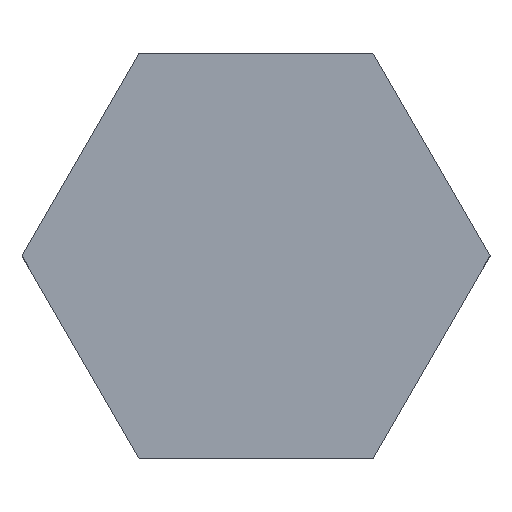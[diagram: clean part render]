
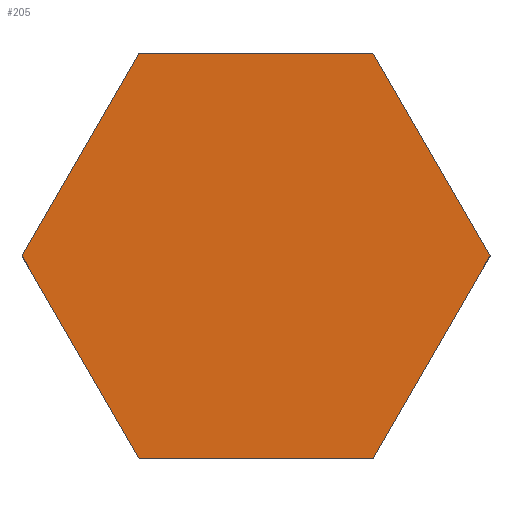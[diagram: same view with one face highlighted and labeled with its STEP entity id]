
A CAD part, top view. The second image highlights one B-rep face of the part: STEP entity #205.
In plain terms, the highlighted planar face has unit normal (0, 0, 1).
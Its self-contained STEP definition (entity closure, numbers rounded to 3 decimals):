
#12 = PLANE ( 'NONE',  #92 ) ;
#13 = CARTESIAN_POINT ( 'NONE',  ( 25.18, 43.613, 10. ) ) ;
#19 = VERTEX_POINT ( 'NONE', #156 ) ;
#23 = VECTOR ( 'NONE', #74, 1000. ) ;
#29 = CARTESIAN_POINT ( 'NONE',  ( -50.36, 0., 10. ) ) ;
#30 = VECTOR ( 'NONE', #185, 1000. ) ;
#32 = LINE ( 'NONE', #29, #204 ) ;
#34 = DIRECTION ( 'NONE',  ( 0., 0., 1. ) ) ;
#46 = ORIENTED_EDGE ( 'NONE', *, *, #234, .T. ) ;
#47 = VECTOR ( 'NONE', #96, 1000. ) ;
#49 = DIRECTION ( 'NONE',  ( 1., 0., 0. ) ) ;
#51 = CARTESIAN_POINT ( 'NONE',  ( -25.18, -43.613, 10. ) ) ;
#52 = CARTESIAN_POINT ( 'NONE',  ( 50.36, 0., 10. ) ) ;
#57 = CARTESIAN_POINT ( 'NONE',  ( 50.36, 0., 10. ) ) ;
#60 = VECTOR ( 'NONE', #99, 1000. ) ;
#61 = EDGE_CURVE ( 'NONE', #76, #197, #32, .T. ) ;
#74 = DIRECTION ( 'NONE',  ( -0.5, -0.866, 0. ) ) ;
#76 = VERTEX_POINT ( 'NONE', #241 ) ;
#82 = LINE ( 'NONE', #262, #23 ) ;
#86 = EDGE_CURVE ( 'NONE', #197, #146, #122, .T. ) ;
#88 = CARTESIAN_POINT ( 'NONE',  ( -25.18, -43.613, 10. ) ) ;
#90 = EDGE_LOOP ( 'NONE', ( #117, #209, #216, #46, #128, #239 ) ) ;
#91 = LINE ( 'NONE', #251, #30 ) ;
#92 = AXIS2_PLACEMENT_3D ( 'NONE', #158, #34, #210 ) ;
#96 = DIRECTION ( 'NONE',  ( -0.5, 0.866, 0. ) ) ;
#99 = DIRECTION ( 'NONE',  ( -1., 0., 0. ) ) ;
#108 = EDGE_CURVE ( 'NONE', #19, #76, #82, .T. ) ;
#111 = VERTEX_POINT ( 'NONE', #13 ) ;
#117 = ORIENTED_EDGE ( 'NONE', *, *, #108, .T. ) ;
#122 = LINE ( 'NONE', #88, #198 ) ;
#128 = ORIENTED_EDGE ( 'NONE', *, *, #172, .T. ) ;
#133 = DIRECTION ( 'NONE',  ( 0.5, -0.866, 0. ) ) ;
#144 = CARTESIAN_POINT ( 'NONE',  ( 25.18, -43.613, 10. ) ) ;
#146 = VERTEX_POINT ( 'NONE', #144 ) ;
#151 = FACE_OUTER_BOUND ( 'NONE', #90, .T. ) ;
#156 = CARTESIAN_POINT ( 'NONE',  ( -25.18, 43.613, 10. ) ) ;
#158 = CARTESIAN_POINT ( 'NONE',  ( 0., 0., 10. ) ) ;
#165 = CARTESIAN_POINT ( 'NONE',  ( 25.18, 43.613, 10. ) ) ;
#172 = EDGE_CURVE ( 'NONE', #176, #111, #240, .T. ) ;
#176 = VERTEX_POINT ( 'NONE', #57 ) ;
#185 = DIRECTION ( 'NONE',  ( 0.5, 0.866, 0. ) ) ;
#197 = VERTEX_POINT ( 'NONE', #51 ) ;
#198 = VECTOR ( 'NONE', #49, 1000. ) ;
#204 = VECTOR ( 'NONE', #133, 1000. ) ;
#205 = ADVANCED_FACE ( 'NONE', ( #151 ), #12, .T. ) ;
#209 = ORIENTED_EDGE ( 'NONE', *, *, #61, .T. ) ;
#210 = DIRECTION ( 'NONE',  ( 1., 0., 0. ) ) ;
#216 = ORIENTED_EDGE ( 'NONE', *, *, #86, .T. ) ;
#220 = EDGE_CURVE ( 'NONE', #111, #19, #258, .T. ) ;
#234 = EDGE_CURVE ( 'NONE', #146, #176, #91, .T. ) ;
#239 = ORIENTED_EDGE ( 'NONE', *, *, #220, .T. ) ;
#240 = LINE ( 'NONE', #52, #47 ) ;
#241 = CARTESIAN_POINT ( 'NONE',  ( -50.36, 0., 10. ) ) ;
#251 = CARTESIAN_POINT ( 'NONE',  ( 25.18, -43.613, 10. ) ) ;
#258 = LINE ( 'NONE', #165, #60 ) ;
#262 = CARTESIAN_POINT ( 'NONE',  ( -25.18, 43.613, 10. ) ) ;
